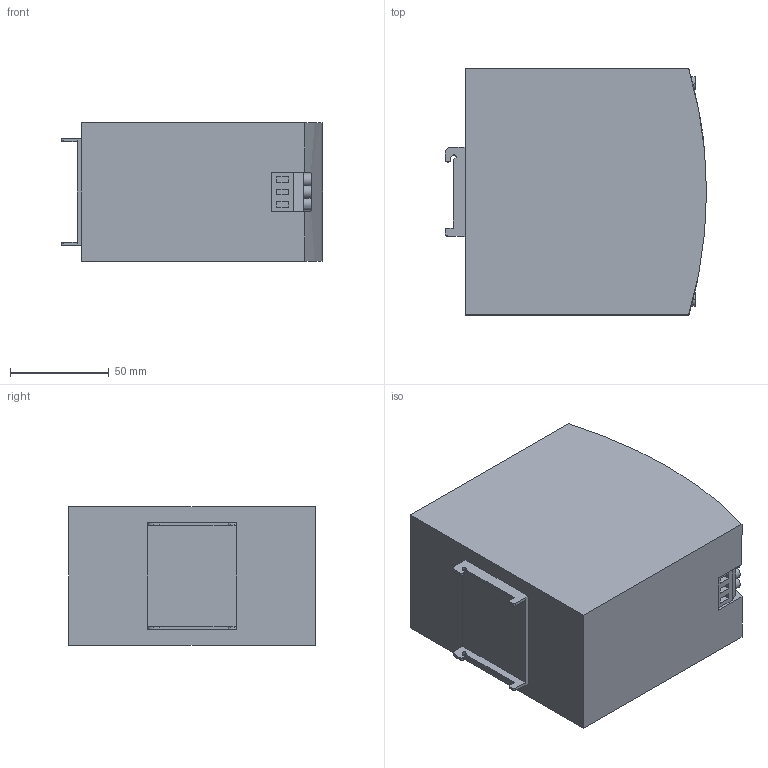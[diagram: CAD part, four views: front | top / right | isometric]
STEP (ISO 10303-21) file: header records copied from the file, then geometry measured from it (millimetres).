
FILE_DESCRIPTION (( 'STEP AP214' ), '1' );
FILE_NAME ('OPS-DC24-240B_Áëîê ïèòàíèÿ OPS 220Â AC_24Â DC 240Âò ONI.STEP', '2020-04-30T07:22:25', ( '' ), ( '' ), 'SwSTEP 2.0', 'SolidWorks 2017', '' );
FILE_SCHEMA (( 'AUTOMOTIVE_DESIGN' ));
Length unit declared in the file: millimetre
Products named in the file (1): OPS-DC24-240B_Áëîê ïèòàíèÿ OPS 220Â AC_24Â DC 240Âò ONI
Bounding box: 132 x 124.4 x 70 mm (x, y, z)
Volume: 1038459.2 mm3; surface area: 67193.6 mm2
Topology: 1 solids, 1 shells, 352 faces, 926 edges, 616 vertices
Faces by surface type: plane 272, cylinder 76, bspline 4
Entity records: 11386 total; most frequent: CARTESIAN_POINT 2563, ORIENTED_EDGE 1852, DIRECTION 1738, EDGE_CURVE 926, VECTOR 748, LINE 748, VERTEX_POINT 616, AXIS2_PLACEMENT_3D 495
